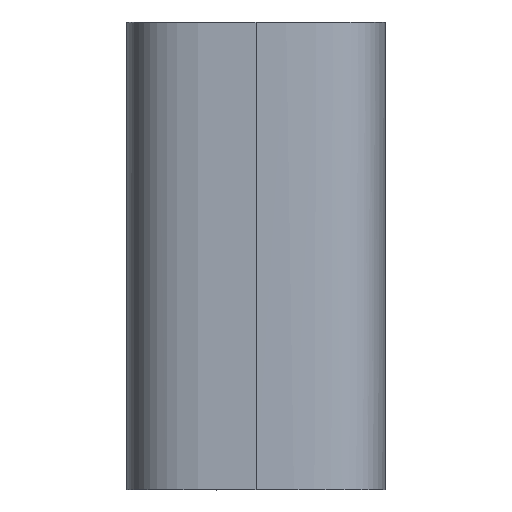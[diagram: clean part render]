
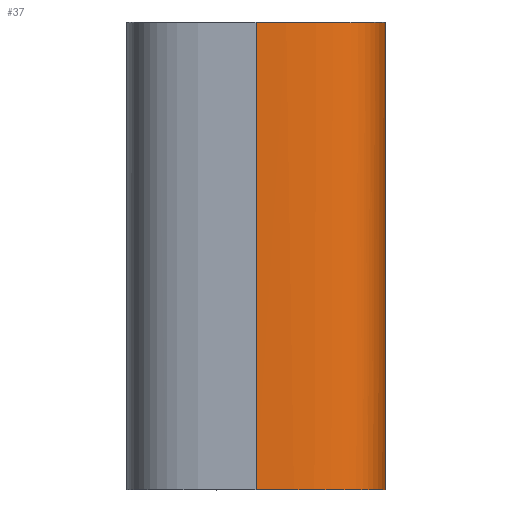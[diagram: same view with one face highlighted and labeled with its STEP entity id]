
A CAD part, front view. The second image highlights one B-rep face of the part: STEP entity #37.
In plain terms, the highlighted free-form (B-spline) face has degree [1, 5] with [2, 13] control points.
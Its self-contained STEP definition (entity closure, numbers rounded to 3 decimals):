
#37=ADVANCED_FACE('',(#173),#1820,.T.);
#173=FACE_OUTER_BOUND('',#309,.T.);
#309=EDGE_LOOP('',(#486,#487,#488,#489));
#486=ORIENTED_EDGE('',*,*,#1036,.T.);
#487=ORIENTED_EDGE('',*,*,#1037,.T.);
#488=ORIENTED_EDGE('',*,*,#1038,.F.);
#489=ORIENTED_EDGE('',*,*,#1035,.F.);
#1035=EDGE_CURVE('',#1614,#1584,#1401,.T.);
#1036=EDGE_CURVE('',#1614,#1615,#1402,.T.);
#1037=EDGE_CURVE('',#1615,#1585,#1403,.T.);
#1038=EDGE_CURVE('',#1584,#1585,#1404,.T.);
#1401=B_SPLINE_CURVE_WITH_KNOTS('',1,(#9095,#9096),.UNSPECIFIED.,.F.,.F.,
(2,2),(0.,869.),.UNSPECIFIED.);
#1402=B_SPLINE_CURVE_WITH_KNOTS('',3,(#9097,#9098,#9099,#9100,#9101,#9102,
#9103,#9104,#9105,#9106,#9107,#9108,#9109,#9110,#9111,#9112,#9113,#9114,
#9115,#9116,#9117,#9118,#9119,#9120),.UNSPECIFIED.,.F.,.F.,(4,2,2,2,2,2,
2,2,2,2,2,4),(0.,45.455,90.91,113.638,136.365,
147.729,159.093,181.82,227.275,272.731,
318.186,363.641),.UNSPECIFIED.);
#1403=B_SPLINE_CURVE_WITH_KNOTS('',1,(#9121,#9122),.UNSPECIFIED.,.F.,.F.,
(2,2),(0.,869.),.UNSPECIFIED.);
#1404=B_SPLINE_CURVE_WITH_KNOTS('',5,(#9123,#9124,#9125,#9126,#9127,#9128,
#9129,#9130,#9131,#9132,#9133,#9134,#9135),.UNSPECIFIED.,.F.,.F.,(6,1,1,
1,1,1,1,1,6),(-367.31,-274.235,-225.687,-201.13,
-176.711,-112.225,-54.152,-24.045,
0.),.UNSPECIFIED.);
#1584=VERTEX_POINT('',#8713);
#1585=VERTEX_POINT('',#8714);
#1614=VERTEX_POINT('',#8743);
#1615=VERTEX_POINT('',#8744);
#1820=B_SPLINE_SURFACE_WITH_KNOTS('',1,5,((#3334,#3335,#3336,#3337,#3338,
#3339,#3340,#3341,#3342,#3343,#3344,#3345,#3346),(#3347,#3348,#3349,#3350,
#3351,#3352,#3353,#3354,#3355,#3356,#3357,#3358,#3359)),.UNSPECIFIED.,.F.,
 .F.,.F.,(2,2),(6,1,1,1,1,1,1,1,6),(0.,870.724),(0.,
24.045,54.152,112.225,176.711,201.13,
225.687,274.235,367.31),.UNSPECIFIED.);
#3334=CARTESIAN_POINT('',(2410.999,-190.,873.197));
#3335=CARTESIAN_POINT('',(2415.756,-190.,873.197));
#3336=CARTESIAN_POINT('',(2426.464,-189.975,873.197));
#3337=CARTESIAN_POINT('',(2448.661,-189.649,873.197));
#3338=CARTESIAN_POINT('',(2483.599,-188.471,873.197));
#3339=CARTESIAN_POINT('',(2523.236,-184.46,873.197));
#3340=CARTESIAN_POINT('',(2562.534,-176.334,873.197));
#3341=CARTESIAN_POINT('',(2602.377,-156.42,873.197));
#3342=CARTESIAN_POINT('',(2635.861,-116.899,873.197));
#3343=CARTESIAN_POINT('',(2645.441,-78.76,873.197));
#3344=CARTESIAN_POINT('',(2649.499,-46.573,873.197));
#3345=CARTESIAN_POINT('',(2650.999,-18.363,873.197));
#3346=CARTESIAN_POINT('',(2650.999,0.,873.197));
#3347=CARTESIAN_POINT('',(2410.999,-190.,2.473));
#3348=CARTESIAN_POINT('',(2415.756,-190.,2.473));
#3349=CARTESIAN_POINT('',(2426.464,-189.975,2.473));
#3350=CARTESIAN_POINT('',(2448.661,-189.649,2.473));
#3351=CARTESIAN_POINT('',(2483.599,-188.471,2.473));
#3352=CARTESIAN_POINT('',(2523.236,-184.46,2.473));
#3353=CARTESIAN_POINT('',(2562.534,-176.334,2.473));
#3354=CARTESIAN_POINT('',(2602.377,-156.42,2.473));
#3355=CARTESIAN_POINT('',(2635.861,-116.899,2.473));
#3356=CARTESIAN_POINT('',(2645.441,-78.76,2.473));
#3357=CARTESIAN_POINT('',(2649.499,-46.573,2.473));
#3358=CARTESIAN_POINT('',(2650.999,-18.363,2.473));
#3359=CARTESIAN_POINT('',(2650.999,0.,2.473));
#8713=CARTESIAN_POINT('',(2650.999,0.,3.335));
#8714=CARTESIAN_POINT('',(2410.999,-190.,3.335));
#8743=CARTESIAN_POINT('',(2650.999,0.,872.335));
#8744=CARTESIAN_POINT('',(2410.999,-190.,872.335));
#9095=CARTESIAN_POINT('',(2650.999,0.,872.335));
#9096=CARTESIAN_POINT('',(2650.999,0.,3.335));
#9097=CARTESIAN_POINT('',(2650.999,0.,872.335));
#9098=CARTESIAN_POINT('',(2650.999,-15.132,872.335));
#9099=CARTESIAN_POINT('',(2650.25,-30.264,872.335));
#9100=CARTESIAN_POINT('',(2647.009,-60.296,872.335));
#9101=CARTESIAN_POINT('',(2644.542,-75.134,872.335));
#9102=CARTESIAN_POINT('',(2638.391,-96.877,872.335));
#9103=CARTESIAN_POINT('',(2635.894,-104.091,872.335));
#9104=CARTESIAN_POINT('',(2629.758,-117.945,872.335));
#9105=CARTESIAN_POINT('',(2626.134,-124.562,872.335));
#9106=CARTESIAN_POINT('',(2619.646,-133.901,872.335));
#9107=CARTESIAN_POINT('',(2617.294,-136.929,872.335));
#9108=CARTESIAN_POINT('',(2612.32,-142.646,872.335));
#9109=CARTESIAN_POINT('',(2609.691,-145.347,872.335));
#9110=CARTESIAN_POINT('',(2601.385,-152.987,872.335));
#9111=CARTESIAN_POINT('',(2595.228,-157.487,872.335));
#9112=CARTESIAN_POINT('',(2575.621,-169.084,872.335));
#9113=CARTESIAN_POINT('',(2561.354,-174.283,872.335));
#9114=CARTESIAN_POINT('',(2531.926,-181.894,872.335));
#9115=CARTESIAN_POINT('',(2516.935,-184.27,872.335));
#9116=CARTESIAN_POINT('',(2486.781,-187.658,872.335));
#9117=CARTESIAN_POINT('',(2471.628,-188.628,872.335));
#9118=CARTESIAN_POINT('',(2441.332,-189.793,872.335));
#9119=CARTESIAN_POINT('',(2426.17,-190.,872.335));
#9120=CARTESIAN_POINT('',(2410.999,-190.,872.335));
#9121=CARTESIAN_POINT('',(2410.999,-190.,872.335));
#9122=CARTESIAN_POINT('',(2410.999,-190.,3.335));
#9123=CARTESIAN_POINT('',(2650.999,0.,3.335));
#9124=CARTESIAN_POINT('',(2650.999,-18.363,3.335));
#9125=CARTESIAN_POINT('',(2649.499,-46.573,3.335));
#9126=CARTESIAN_POINT('',(2645.441,-78.76,3.335));
#9127=CARTESIAN_POINT('',(2635.861,-116.899,3.335));
#9128=CARTESIAN_POINT('',(2602.377,-156.42,3.335));
#9129=CARTESIAN_POINT('',(2562.534,-176.334,3.335));
#9130=CARTESIAN_POINT('',(2523.236,-184.46,3.335));
#9131=CARTESIAN_POINT('',(2483.599,-188.471,3.335));
#9132=CARTESIAN_POINT('',(2448.661,-189.649,3.335));
#9133=CARTESIAN_POINT('',(2426.464,-189.975,3.335));
#9134=CARTESIAN_POINT('',(2415.756,-190.,3.335));
#9135=CARTESIAN_POINT('',(2410.999,-190.,3.335));
